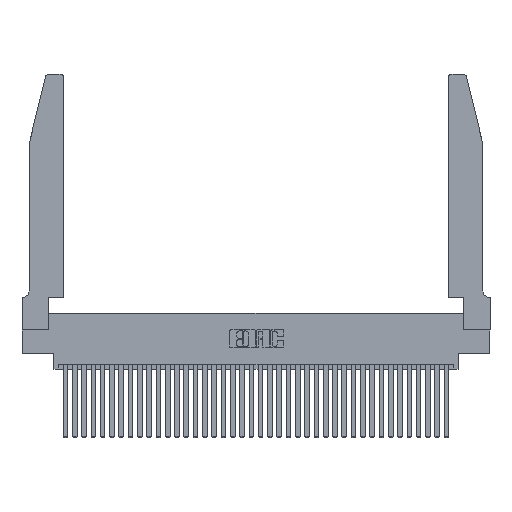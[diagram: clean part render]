
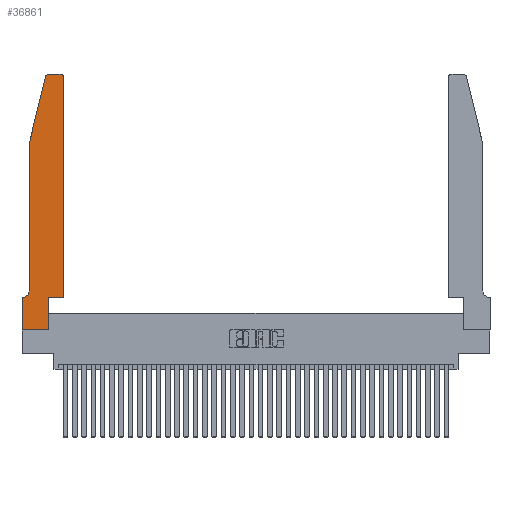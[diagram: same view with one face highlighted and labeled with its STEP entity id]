
A CAD part, top view. The second image highlights one B-rep face of the part: STEP entity #36861.
In plain terms, the highlighted planar face has unit normal (0, 0, 1).
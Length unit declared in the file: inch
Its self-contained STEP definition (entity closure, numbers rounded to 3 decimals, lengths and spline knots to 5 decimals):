
#289 = DIRECTION ( 'NONE',  ( 1., 0., 0. ) ) ;
#580 = ORIENTED_EDGE ( 'NONE', *, *, #31334, .T. ) ;
#699 = CARTESIAN_POINT ( 'NONE',  ( 0.2865, 0.35, 0.37 ) ) ;
#1357 = ORIENTED_EDGE ( 'NONE', *, *, #9995, .T. ) ;
#1446 = VERTEX_POINT ( 'NONE', #3271 ) ;
#2208 = DIRECTION ( 'NONE',  ( -1., 0., 0. ) ) ;
#2469 = DIRECTION ( 'NONE',  ( 0., 0., 1. ) ) ;
#3271 = CARTESIAN_POINT ( 'NONE',  ( 0.2865, 0.35, 0.37 ) ) ;
#3330 = ORIENTED_EDGE ( 'NONE', *, *, #31282, .T. ) ;
#3612 = CARTESIAN_POINT ( 'NONE',  ( 0.4505, 0.35, 0.37 ) ) ;
#3676 = DIRECTION ( 'NONE',  ( 0., 1., 0. ) ) ;
#4552 = CARTESIAN_POINT ( 'NONE',  ( 0., 0., 0.37 ) ) ;
#4661 = CARTESIAN_POINT ( 'NONE',  ( 0.2605, 2.75, 0.37 ) ) ;
#4720 = CARTESIAN_POINT ( 'NONE',  ( 0.25487, 2.72718, 0.37 ) ) ;
#4956 = VERTEX_POINT ( 'NONE', #29566 ) ;
#5625 = PLANE ( 'NONE',  #13931 ) ;
#6076 = CARTESIAN_POINT ( 'NONE',  ( 0.0755, 0.42, 0.37 ) ) ;
#6633 = DIRECTION ( 'NONE',  ( 0., -1., 0. ) ) ;
#6658 = ORIENTED_EDGE ( 'NONE', *, *, #35607, .T. ) ;
#7243 = VECTOR ( 'NONE', #11008, 39.37008 ) ;
#7247 = VERTEX_POINT ( 'NONE', #26168 ) ;
#7579 = CARTESIAN_POINT ( 'NONE',  ( 0.0055, 0.35, 0.37 ) ) ;
#7695 = DIRECTION ( 'NONE',  ( 0., 0., 1. ) ) ;
#7859 = CARTESIAN_POINT ( 'NONE',  ( 0.0755, 0.35, 0.37 ) ) ;
#8348 = LINE ( 'NONE', #35123, #22811 ) ;
#8590 = DIRECTION ( 'NONE',  ( 0., 0., 1. ) ) ;
#8646 = LINE ( 'NONE', #699, #30792 ) ;
#8925 = VECTOR ( 'NONE', #18191, 39.37008 ) ;
#8950 = EDGE_LOOP ( 'NONE', ( #17561, #11389, #11138, #15158, #3330, #1357, #13594, #25766, #6658, #37355, #21042, #580 ) ) ;
#9327 = VECTOR ( 'NONE', #6633, 39.37008 ) ;
#9347 = VERTEX_POINT ( 'NONE', #35481 ) ;
#9867 = VECTOR ( 'NONE', #36362, 39.37008 ) ;
#9995 = EDGE_CURVE ( 'NONE', #12613, #4956, #32983, .T. ) ;
#10327 = CARTESIAN_POINT ( 'NONE',  ( 0.4505, 2.72, 0.37 ) ) ;
#11008 = DIRECTION ( 'NONE',  ( 0., 1., 0. ) ) ;
#11138 = ORIENTED_EDGE ( 'NONE', *, *, #30312, .T. ) ;
#11389 = ORIENTED_EDGE ( 'NONE', *, *, #35838, .T. ) ;
#11905 = CARTESIAN_POINT ( 'NONE',  ( 0.0755, 2., 0.37 ) ) ;
#12250 = CARTESIAN_POINT ( 'NONE',  ( 0., 0., 0.37 ) ) ;
#12613 = VERTEX_POINT ( 'NONE', #7579 ) ;
#13108 = VERTEX_POINT ( 'NONE', #6076 ) ;
#13594 = ORIENTED_EDGE ( 'NONE', *, *, #28830, .T. ) ;
#13740 = DIRECTION ( 'NONE',  ( -1., 0., 0. ) ) ;
#13931 = AXIS2_PLACEMENT_3D ( 'NONE', #25921, #8590, #28810 ) ;
#14551 = AXIS2_PLACEMENT_3D ( 'NONE', #36979, #19688, #2208 ) ;
#14742 = EDGE_CURVE ( 'NONE', #25025, #36948, #26141, .T. ) ;
#15158 = ORIENTED_EDGE ( 'NONE', *, *, #30409, .T. ) ;
#15825 = LINE ( 'NONE', #4552, #30232 ) ;
#15914 = LINE ( 'NONE', #31192, #7243 ) ;
#16582 = CARTESIAN_POINT ( 'NONE',  ( 0.4205, 2.75, 0.37 ) ) ;
#16830 = CIRCLE ( 'NONE', #36130, 0.03 ) ;
#17561 = ORIENTED_EDGE ( 'NONE', *, *, #14742, .T. ) ;
#17660 = FACE_OUTER_BOUND ( 'NONE', #8950, .T. ) ;
#18191 = DIRECTION ( 'NONE',  ( 1., 0., 0. ) ) ;
#19610 = CARTESIAN_POINT ( 'NONE',  ( 0.4505, 0.35, 0.37 ) ) ;
#19688 = DIRECTION ( 'NONE',  ( 0., 0., -1. ) ) ;
#19942 = CARTESIAN_POINT ( 'NONE',  ( 0.4205, 2.72, 0.37 ) ) ;
#21042 = ORIENTED_EDGE ( 'NONE', *, *, #35905, .T. ) ;
#22803 = DIRECTION ( 'NONE',  ( 1., 0., 0. ) ) ;
#22811 = VECTOR ( 'NONE', #289, 39.37008 ) ;
#23310 = CIRCLE ( 'NONE', #14551, 0.07 ) ;
#24010 = CARTESIAN_POINT ( 'NONE',  ( 0.0755, 2., 0.37 ) ) ;
#24889 = DIRECTION ( 'NONE',  ( 0., -1., 0. ) ) ;
#25025 = VERTEX_POINT ( 'NONE', #16582 ) ;
#25034 = CARTESIAN_POINT ( 'NONE',  ( 0.284, 2.72, 0.37 ) ) ;
#25281 = VERTEX_POINT ( 'NONE', #12250 ) ;
#25326 = EDGE_CURVE ( 'NONE', #1446, #35884, #31975, .T. ) ;
#25622 = VECTOR ( 'NONE', #32187, 39.37008 ) ;
#25766 = ORIENTED_EDGE ( 'NONE', *, *, #32015, .T. ) ;
#25921 = CARTESIAN_POINT ( 'NONE',  ( 0., 0.35, 0.37 ) ) ;
#26141 = LINE ( 'NONE', #4661, #9867 ) ;
#26168 = CARTESIAN_POINT ( 'NONE',  ( 0.0755, 2., 0.37 ) ) ;
#26506 = LINE ( 'NONE', #11905, #25622 ) ;
#27934 = DIRECTION ( 'NONE',  ( 1., 0., 0. ) ) ;
#28810 = DIRECTION ( 'NONE',  ( 1., 0., 0. ) ) ;
#28830 = EDGE_CURVE ( 'NONE', #4956, #25281, #15825, .T. ) ;
#29044 = CARTESIAN_POINT ( 'NONE',  ( 0.284, 2.75, 0.37 ) ) ;
#29357 = VERTEX_POINT ( 'NONE', #10327 ) ;
#29566 = CARTESIAN_POINT ( 'NONE',  ( 0., 0.35, 0.37 ) ) ;
#29642 = LINE ( 'NONE', #24010, #9327 ) ;
#29963 = AXIS2_PLACEMENT_3D ( 'NONE', #19942, #2469, #22803 ) ;
#30232 = VECTOR ( 'NONE', #24889, 39.37008 ) ;
#30312 = EDGE_CURVE ( 'NONE', #36682, #7247, #26506, .T. ) ;
#30409 = EDGE_CURVE ( 'NONE', #7247, #13108, #29642, .T. ) ;
#30792 = VECTOR ( 'NONE', #3676, 39.37008 ) ;
#31192 = CARTESIAN_POINT ( 'NONE',  ( 0.4505, 0.35, 0.37 ) ) ;
#31282 = EDGE_CURVE ( 'NONE', #13108, #12613, #23310, .T. ) ;
#31334 = EDGE_CURVE ( 'NONE', #29357, #25025, #36895, .T. ) ;
#31975 = LINE ( 'NONE', #3612, #8925 ) ;
#32015 = EDGE_CURVE ( 'NONE', #25281, #9347, #8348, .T. ) ;
#32187 = DIRECTION ( 'NONE',  ( -0.239, -0.971, 0. ) ) ;
#32983 = LINE ( 'NONE', #7859, #33928 ) ;
#33928 = VECTOR ( 'NONE', #13740, 39.37008 ) ;
#35123 = CARTESIAN_POINT ( 'NONE',  ( 0., 0., 0.37 ) ) ;
#35481 = CARTESIAN_POINT ( 'NONE',  ( 0.2865, 0., 0.37 ) ) ;
#35607 = EDGE_CURVE ( 'NONE', #9347, #1446, #8646, .T. ) ;
#35838 = EDGE_CURVE ( 'NONE', #36948, #36682, #16830, .T. ) ;
#35884 = VERTEX_POINT ( 'NONE', #19610 ) ;
#35905 = EDGE_CURVE ( 'NONE', #35884, #29357, #15914, .T. ) ;
#36130 = AXIS2_PLACEMENT_3D ( 'NONE', #25034, #7695, #27934 ) ;
#36362 = DIRECTION ( 'NONE',  ( -1., 0., 0. ) ) ;
#36682 = VERTEX_POINT ( 'NONE', #4720 ) ;
#36861 = ADVANCED_FACE ( 'NONE', ( #17660 ), #5625, .T. ) ;
#36895 = CIRCLE ( 'NONE', #29963, 0.03 ) ;
#36948 = VERTEX_POINT ( 'NONE', #29044 ) ;
#36979 = CARTESIAN_POINT ( 'NONE',  ( 0.0055, 0.42, 0.37 ) ) ;
#37355 = ORIENTED_EDGE ( 'NONE', *, *, #25326, .T. ) ;
